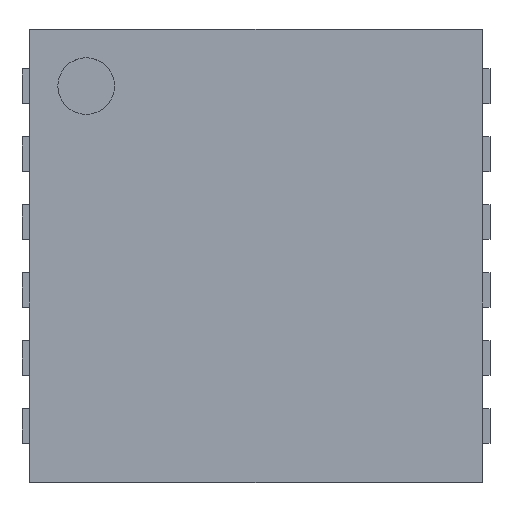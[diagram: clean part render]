
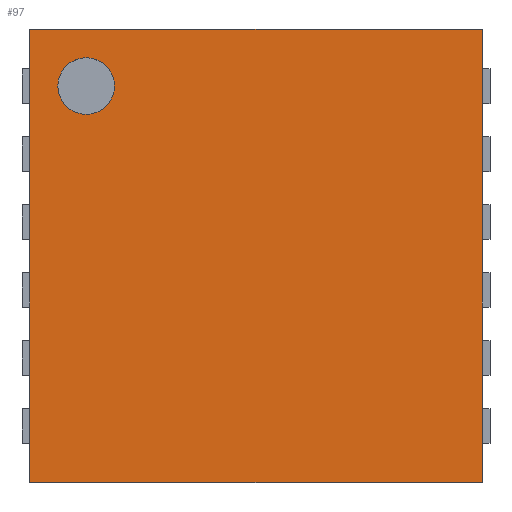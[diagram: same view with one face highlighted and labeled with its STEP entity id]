
A CAD part, top view. The second image highlights one B-rep face of the part: STEP entity #97.
In plain terms, the highlighted planar face has unit normal (0, 0, 1).
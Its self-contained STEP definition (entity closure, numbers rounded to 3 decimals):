
#30=EDGE_CURVE('',#31,#33,#35,.T.);
#31=VERTEX_POINT('',#32);
#32=CARTESIAN_POINT('',(-1.5,-1.5,0.75));
#33=VERTEX_POINT('',#34);
#34=CARTESIAN_POINT('',(-1.5,1.5,0.75));
#35=LINE('',#36,#37);
#36=CARTESIAN_POINT('',(-1.5,-1.5,0.75));
#37=VECTOR('',#38,1.0);
#38=DIRECTION('',(0.0,1.0,0.0));
#73=VERTEX_POINT('',#74);
#74=CARTESIAN_POINT('',(1.5,-1.5,0.75));
#80=EDGE_CURVE('',#73,#31,#81,.F.);
#81=LINE('',#82,#83);
#82=CARTESIAN_POINT('',(-1.5,-1.5,0.75));
#83=VECTOR('',#84,1.0);
#84=DIRECTION('',(1.0,0.0,0.0));
#97=ADVANCED_FACE('',(#98,#116),#127,.T.);
#98=FACE_BOUND('',#99,.T.);
#99=EDGE_LOOP('',(#100,#101,#102,#110));
#100=ORIENTED_EDGE('',*,*,#30,.F.);
#101=ORIENTED_EDGE('',*,*,#80,.F.);
#102=ORIENTED_EDGE('',*,*,#103,.T.);
#103=EDGE_CURVE('',#73,#104,#106,.T.);
#104=VERTEX_POINT('',#105);
#105=CARTESIAN_POINT('',(1.5,1.5,0.75));
#106=LINE('',#107,#108);
#107=CARTESIAN_POINT('',(1.5,-1.5,0.75));
#108=VECTOR('',#109,1.0);
#109=DIRECTION('',(0.0,1.0,0.0));
#110=ORIENTED_EDGE('',*,*,#111,.T.);
#111=EDGE_CURVE('',#104,#33,#112,.F.);
#112=LINE('',#113,#114);
#113=CARTESIAN_POINT('',(-1.5,1.5,0.75));
#114=VECTOR('',#115,1.0);
#115=DIRECTION('',(1.0,0.0,0.0));
#116=FACE_BOUND('',#117,.T.);
#117=EDGE_LOOP('',(#118));
#118=ORIENTED_EDGE('',*,*,#119,.T.);
#119=EDGE_CURVE('',#120,#120,#122,.F.);
#120=VERTEX_POINT('',#121);
#121=CARTESIAN_POINT('',(-0.938,1.125,0.75));
#122=CIRCLE('',#123,0.188);
#123=AXIS2_PLACEMENT_3D('',#124,#125,#126);
#124=CARTESIAN_POINT('',(-1.125,1.125,0.75));
#125=DIRECTION('',(0.0,0.0,1.0));
#126=DIRECTION('',(1.0,0.0,0.0));
#127=PLANE('',#128);
#128=AXIS2_PLACEMENT_3D('',#129,#130,#131);
#129=CARTESIAN_POINT('',(-1.5,-1.5,0.75));
#130=DIRECTION('',(0.0,0.0,1.0));
#131=DIRECTION('',(1.0,0.0,0.0));
